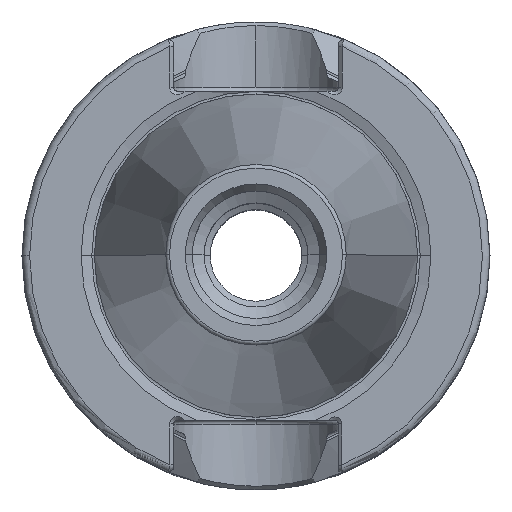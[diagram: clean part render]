
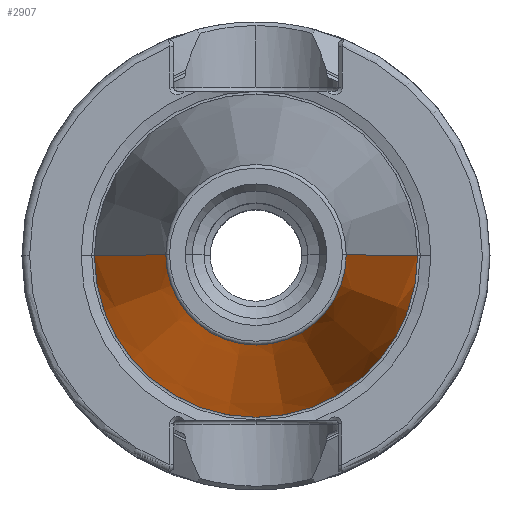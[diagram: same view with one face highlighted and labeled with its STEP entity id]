
A CAD part, top view. The second image highlights one B-rep face of the part: STEP entity #2907.
In plain terms, the highlighted conical face has half-angle 8.298 degrees and reference radius 8.816 mm.
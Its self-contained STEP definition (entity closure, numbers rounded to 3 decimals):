
#540 = CARTESIAN_POINT ( 'NONE',  ( 8.816, 0., 48.4 ) ) ;
#860 = EDGE_LOOP ( 'NONE', ( #2073, #1055, #4685, #4417 ) ) ;
#1038 = DIRECTION ( 'NONE',  ( 0., 0., -1. ) ) ;
#1055 = ORIENTED_EDGE ( 'NONE', *, *, #3099, .T. ) ;
#1097 = FACE_OUTER_BOUND ( 'NONE', #860, .T. ) ;
#1161 = DIRECTION ( 'NONE',  ( 0., 0., -1. ) ) ;
#1462 = CARTESIAN_POINT ( 'NONE',  ( 15.875, 0., 0. ) ) ;
#1640 = AXIS2_PLACEMENT_3D ( 'NONE', #4377, #1038, #3436 ) ;
#1764 = CONICAL_SURFACE ( 'NONE', #1640, 8.816, 0.145 ) ;
#1818 = DIRECTION ( 'NONE',  ( -0.144, 0., -0.99 ) ) ;
#2073 = ORIENTED_EDGE ( 'NONE', *, *, #2897, .F. ) ;
#2369 = VECTOR ( 'NONE', #2930, 1000. ) ;
#2393 = LINE ( 'NONE', #3288, #6086 ) ;
#2511 = LINE ( 'NONE', #540, #2369 ) ;
#2540 = DIRECTION ( 'NONE',  ( 0., 0., -1. ) ) ;
#2554 = CARTESIAN_POINT ( 'NONE',  ( 8.863, 0., 48.079 ) ) ;
#2621 = CARTESIAN_POINT ( 'NONE',  ( -15.875, 0., 0. ) ) ;
#2746 = CIRCLE ( 'NONE', #4529, 8.863 ) ;
#2897 = EDGE_CURVE ( 'NONE', #4830, #5346, #2511, .T. ) ;
#2907 = ADVANCED_FACE ( 'NONE', ( #1097 ), #1764, .T. ) ;
#2930 = DIRECTION ( 'NONE',  ( 0.144, 0., -0.99 ) ) ;
#2974 = EDGE_CURVE ( 'NONE', #5346, #6064, #5285, .T. ) ;
#3099 = EDGE_CURVE ( 'NONE', #4830, #4139, #2746, .T. ) ;
#3255 = AXIS2_PLACEMENT_3D ( 'NONE', #5392, #2540, #5887 ) ;
#3288 = CARTESIAN_POINT ( 'NONE',  ( -8.816, 0., 48.4 ) ) ;
#3308 = CARTESIAN_POINT ( 'NONE',  ( -8.863, 0., 48.079 ) ) ;
#3436 = DIRECTION ( 'NONE',  ( -1., 0., 0. ) ) ;
#4026 = CARTESIAN_POINT ( 'NONE',  ( 0., 0., 48.079 ) ) ;
#4139 = VERTEX_POINT ( 'NONE', #3308 ) ;
#4377 = CARTESIAN_POINT ( 'NONE',  ( 0., 0., 48.4 ) ) ;
#4417 = ORIENTED_EDGE ( 'NONE', *, *, #2974, .F. ) ;
#4502 = DIRECTION ( 'NONE',  ( 1., 0., 0. ) ) ;
#4529 = AXIS2_PLACEMENT_3D ( 'NONE', #4026, #1161, #4502 ) ;
#4541 = EDGE_CURVE ( 'NONE', #4139, #6064, #2393, .T. ) ;
#4685 = ORIENTED_EDGE ( 'NONE', *, *, #4541, .T. ) ;
#4830 = VERTEX_POINT ( 'NONE', #2554 ) ;
#5285 = CIRCLE ( 'NONE', #3255, 15.875 ) ;
#5346 = VERTEX_POINT ( 'NONE', #1462 ) ;
#5392 = CARTESIAN_POINT ( 'NONE',  ( 0., 0., 0. ) ) ;
#5887 = DIRECTION ( 'NONE',  ( -1., 0., 0. ) ) ;
#6064 = VERTEX_POINT ( 'NONE', #2621 ) ;
#6086 = VECTOR ( 'NONE', #1818, 1000. ) ;
